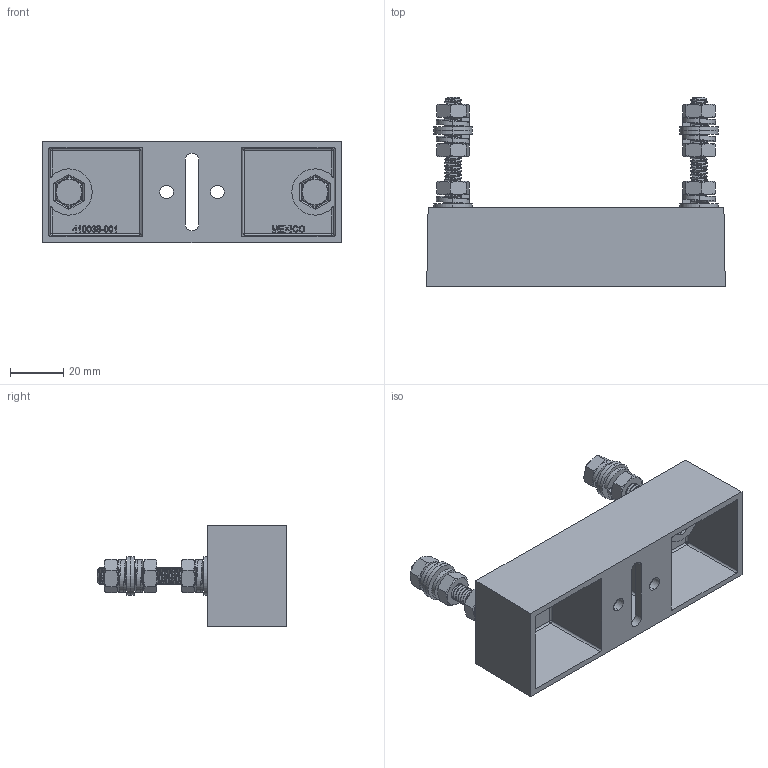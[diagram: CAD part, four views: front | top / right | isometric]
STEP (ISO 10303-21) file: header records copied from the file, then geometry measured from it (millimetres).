
FILE_DESCRIPTION (( 'STEP AP214' ), '1' );
FILE_NAME ('701322rev-.STEP', '2013-08-14T19:20:39', ( '' ), ( '' ), 'SwSTEP 2.0', 'SolidWorks 2013', '' );
FILE_SCHEMA (( 'AUTOMOTIVE_DESIGN' ));
Length unit declared in the file: inch
Products named in the file (1): 701322rev-
Bounding box: 111.76 x 70.87 x 38.1 mm (x, y, z)
Volume: 43403.5 mm3; surface area: 38149.9 mm2
Topology: 21 solids, 21 shells, 834 faces, 2151 edges, 1378 vertices
Faces by surface type: cylinder 345, plane 227, bspline 126, cone 120, sphere 12, torus 4
Entity records: 57957 total; most frequent: CARTESIAN_POINT 29262, ORIENTED_EDGE 4278, DIRECTION 2839, EDGE_CURVE 2139, VERTEX_POINT 1378, AXIS2_PLACEMENT_3D 983, EDGE_LOOP 899, LINE 873
